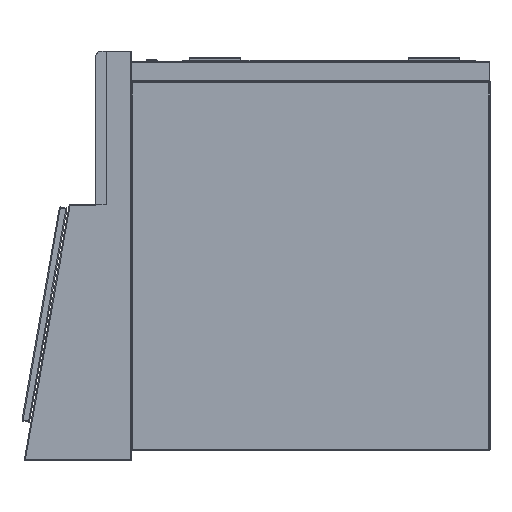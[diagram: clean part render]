
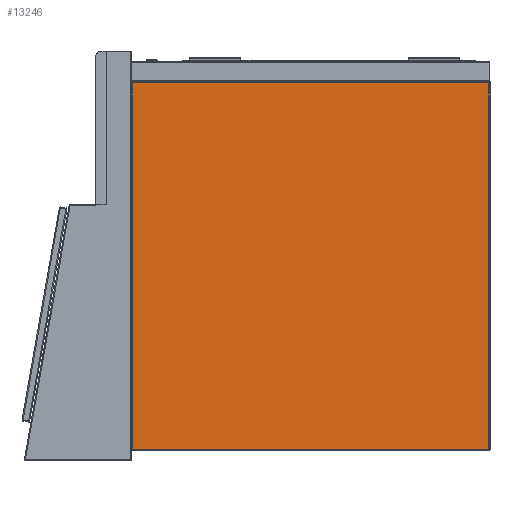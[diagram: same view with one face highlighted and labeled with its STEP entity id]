
A CAD part, left-side view. The second image highlights one B-rep face of the part: STEP entity #13246.
In plain terms, the highlighted planar face has unit normal (-1, 0, 0).
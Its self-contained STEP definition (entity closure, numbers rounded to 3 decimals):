
#1376 = LINE ( 'NONE', #28698, #18238 ) ;
#2906 = CARTESIAN_POINT ( 'NONE',  ( -440., -348., -758. ) ) ;
#5816 = LINE ( 'NONE', #30322, #26232 ) ;
#6011 = DIRECTION ( 'NONE',  ( 0., 0., -1. ) ) ;
#8375 = CARTESIAN_POINT ( 'NONE',  ( -440., -350., -760. ) ) ;
#10771 = DIRECTION ( 'NONE',  ( 0., 1., 0. ) ) ;
#12035 = ORIENTED_EDGE ( 'NONE', *, *, #24806, .T. ) ;
#12996 = CARTESIAN_POINT ( 'NONE',  ( -440., -350., -758. ) ) ;
#13246 = ADVANCED_FACE ( 'Fl�che7', ( #24114 ), #33068, .T. ) ;
#15623 = ORIENTED_EDGE ( 'NONE', *, *, #17178, .T. ) ;
#16935 = EDGE_CURVE ( 'NONE', #37489, #25236, #1376, .T. ) ;
#17178 = EDGE_CURVE ( 'NONE', #19841, #37489, #20713, .T. ) ;
#18238 = VECTOR ( 'NONE', #10771, 1000. ) ;
#19383 = DIRECTION ( 'NONE',  ( 0., -1., 0. ) ) ;
#19841 = VERTEX_POINT ( 'NONE', #2906 ) ;
#20175 = VECTOR ( 'NONE', #29871, 1000. ) ;
#20713 = LINE ( 'NONE', #32857, #20175 ) ;
#21862 = CARTESIAN_POINT ( 'NONE',  ( -440., -348., -42. ) ) ;
#23549 = EDGE_CURVE ( 'NONE', #25236, #37085, #5816, .T. ) ;
#23727 = VECTOR ( 'NONE', #19383, 1000. ) ;
#24114 = FACE_OUTER_BOUND ( 'NONE', #30012, .T. ) ;
#24806 = EDGE_CURVE ( 'NONE', #37085, #19841, #34901, .T. ) ;
#25236 = VERTEX_POINT ( 'NONE', #29440 ) ;
#26232 = VECTOR ( 'NONE', #6011, 1000. ) ;
#28698 = CARTESIAN_POINT ( 'NONE',  ( -440., 350., -42. ) ) ;
#29440 = CARTESIAN_POINT ( 'NONE',  ( -440., 348., -42. ) ) ;
#29871 = DIRECTION ( 'NONE',  ( 0., 0., 1. ) ) ;
#30012 = EDGE_LOOP ( 'NONE', ( #15623, #30193, #36365, #12035 ) ) ;
#30193 = ORIENTED_EDGE ( 'NONE', *, *, #16935, .T. ) ;
#30322 = CARTESIAN_POINT ( 'NONE',  ( -440., 348., -760. ) ) ;
#31049 = CARTESIAN_POINT ( 'NONE',  ( -440., 348., -758. ) ) ;
#31389 = AXIS2_PLACEMENT_3D ( 'NONE', #8375, #39066, #35471 ) ;
#32857 = CARTESIAN_POINT ( 'NONE',  ( -440., -348., -760. ) ) ;
#33068 = PLANE ( 'NONE',  #31389 ) ;
#34901 = LINE ( 'NONE', #12996, #23727 ) ;
#35471 = DIRECTION ( 'NONE',  ( 0., 0., 1. ) ) ;
#36365 = ORIENTED_EDGE ( 'NONE', *, *, #23549, .T. ) ;
#37085 = VERTEX_POINT ( 'NONE', #31049 ) ;
#37489 = VERTEX_POINT ( 'NONE', #21862 ) ;
#39066 = DIRECTION ( 'NONE',  ( -1., 0., 0. ) ) ;
